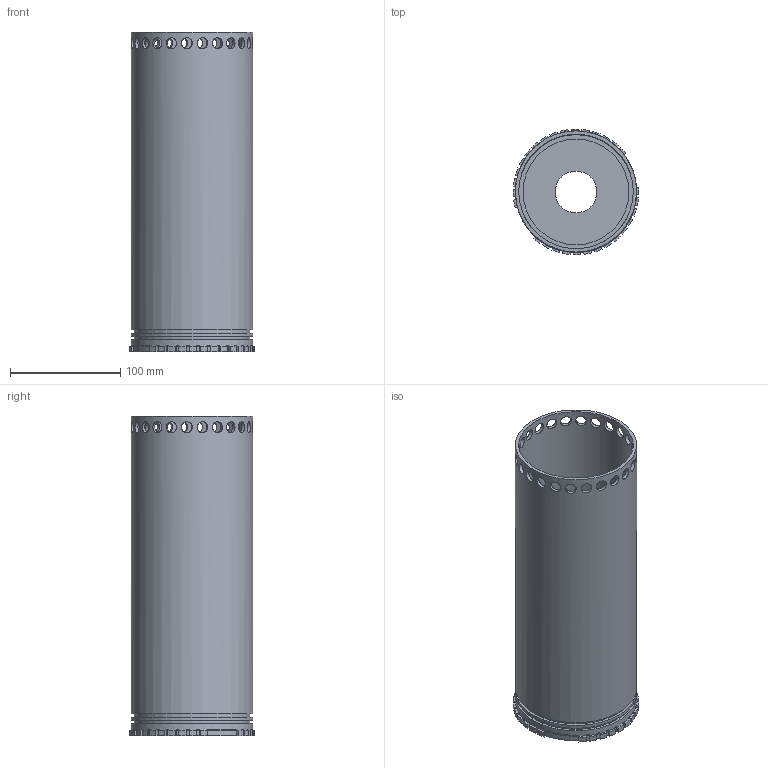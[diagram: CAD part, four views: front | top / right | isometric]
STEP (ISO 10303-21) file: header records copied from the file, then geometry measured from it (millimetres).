
FILE_DESCRIPTION(('FreeCAD Model'),'2;1');
FILE_NAME('Open CASCADE Shape Model','2024-08-26T20:31:48',(''),(''), 'Open CASCADE STEP processor 7.6','FreeCAD','Unknown');
FILE_SCHEMA(('AUTOMOTIVE_DESIGN { 1 0 10303 214 1 1 1 1 }'));
Length unit declared in the file: millimetre
Products named in the file (1): difference001
Bounding box: 114 x 114 x 290 mm (x, y, z)
Volume: 339838.6 mm3; surface area: 213623.5 mm2
Topology: 1 solids, 1 shells, 221 faces, 585 edges, 370 vertices
Faces by surface type: cylinder 123, plane 98
Full cylindrical faces by diameter (mm): 10 x24, 38 x1, 96 x1, 104 x1, 105 x2, 110 x3
Entity records: 10413 total; most frequent: CARTESIAN_POINT 4755, DIRECTION 1175, ORIENTED_EDGE 1170, EDGE_CURVE 585, AXIS2_PLACEMENT_3D 420, VERTEX_POINT 370, LINE 335, VECTOR 335
